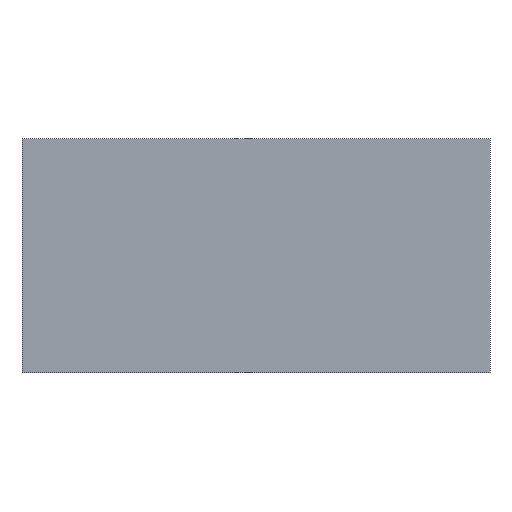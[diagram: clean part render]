
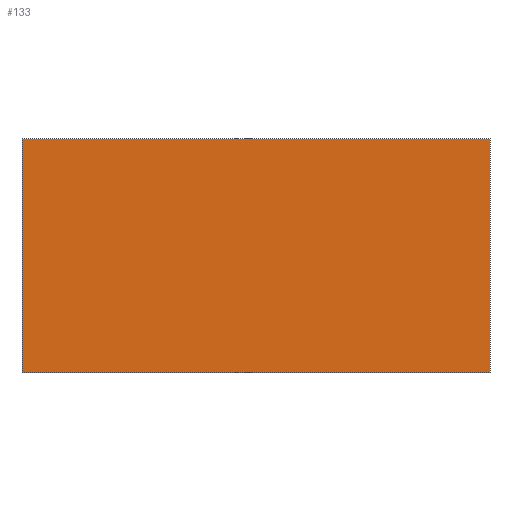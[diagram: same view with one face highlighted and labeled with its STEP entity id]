
A CAD part, front view. The second image highlights one B-rep face of the part: STEP entity #133.
In plain terms, the highlighted planar face has unit normal (0, -1, 0).
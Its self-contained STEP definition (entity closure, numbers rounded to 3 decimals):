
#72=CARTESIAN_POINT('POINT7',(40.,-40.,-20.));
#73=VERTEX_POINT('VERTEX7',#72);
#80=CARTESIAN_POINT('POINT8',(-40.,-40.,-20.));
#81=VERTEX_POINT('VERTEX8',#80);
#82=CARTESIAN_POINT('POS11',(0.,-40.,-20.));
#83=DIRECTION('DIR13',(-1.,0.,0.));
#84=VECTOR('VEC9',#83,1.);
#85=LINE('STRAIGHT9',#82,#84);
#86=EDGE_CURVE('EDGE9',#73,#81,#85,.T.);
#103=CARTESIAN_POINT('POINT9',(-40.,-40.,20.));
#104=VERTEX_POINT('VERTEX9',#103);
#105=CARTESIAN_POINT('POS14',(-40.,-40.,0.));
#106=DIRECTION('DIR17',(0.,0.,-1.));
#107=VECTOR('VEC11',#106,1.);
#108=LINE('STRAIGHT11',#105,#107);
#109=EDGE_CURVE('EDGE11',#104,#81,#108,.T.);
#110=ORIENTED_EDGE('COEDGE13',*,*,#109,.T.);
#111=ORIENTED_EDGE('COEDGE14',*,*,#86,.F.);
#112=CARTESIAN_POINT('POINT10',(40.,-40.,20.));
#113=VERTEX_POINT('VERTEX10',#112);
#114=CARTESIAN_POINT('POS15',(40.,-40.,0.));
#115=DIRECTION('DIR18',(0.,0.,-1.));
#116=VECTOR('VEC12',#115,1.);
#117=LINE('STRAIGHT12',#114,#116);
#118=EDGE_CURVE('EDGE12',#113,#73,#117,.T.);
#119=ORIENTED_EDGE('COEDGE15',*,*,#118,.F.);
#120=CARTESIAN_POINT('POS16',(0.,-40.,20.));
#121=DIRECTION('DIR19',(1.,0.,0.));
#122=VECTOR('VEC13',#121,1.);
#123=LINE('STRAIGHT13',#120,#122);
#124=EDGE_CURVE('EDGE13',#104,#113,#123,.T.);
#125=ORIENTED_EDGE('COEDGE16',*,*,#124,.F.);
#126=EDGE_LOOP('NONE',(#110,#111,#119,#125));
#127=FACE_BOUND('LOOP1',#126,.T.);
#128=CARTESIAN_POINT('POS17',(0.,-40.,0.));
#129=DIRECTION('DIR20',(0.,1.,0.));
#130=DIRECTION('DIR21',(1.,0.,0.));
#131=AXIS2_PLACEMENT_3D('AXIS4',#128,#129,#130);
#132=PLANE('PLANE4',#131);
#133=ADVANCED_FACE('FACE4',(#127),#132,.F.);
